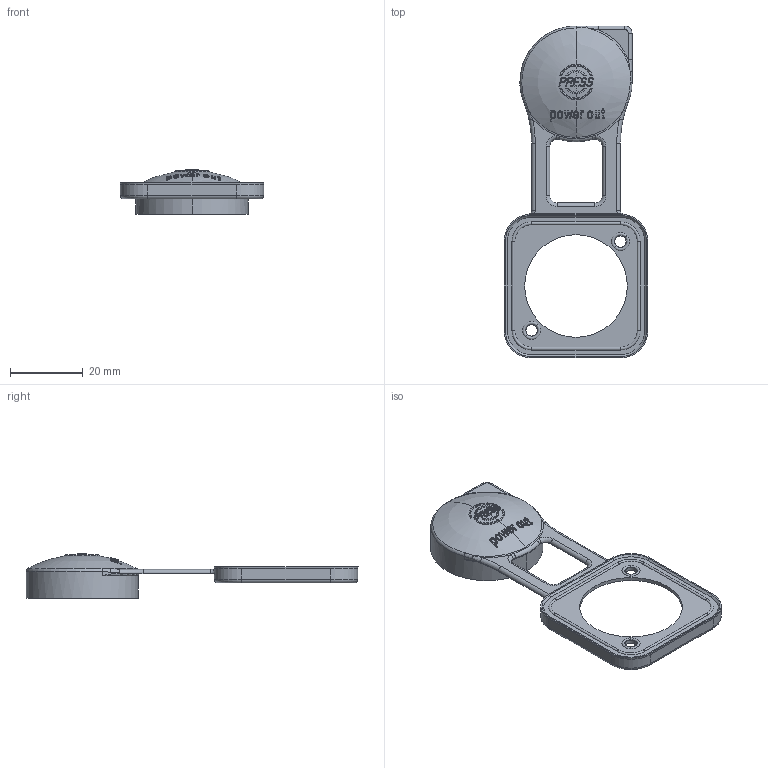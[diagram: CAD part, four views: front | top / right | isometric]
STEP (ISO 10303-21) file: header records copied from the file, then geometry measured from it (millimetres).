
FILE_DESCRIPTION((''),'2;1');
FILE_NAME('91221581','2022-07-28T18:28:38',('lwb'),(''),'CREO PARAMETRIC BY PTC INC, 2018050','CREO PARAMETRIC BY PTC INC, 2018050','');
FILE_SCHEMA(('CONFIG_CONTROL_DESIGN'));
Length unit declared in the file: millimetre
Products named in the file (1): 91221581
Bounding box: 39.54 x 91.17 x 12.2 mm (x, y, z)
Volume: 5142.2 mm3; surface area: 7333.1 mm2
Topology: 1 solids, 1 shells, 637 faces, 1682 edges, 1064 vertices
Faces by surface type: plane 282, extrusion 89, torus 80, cylinder 74, sphere 49, cone 38, bspline 25
Entity records: 22006 total; most frequent: CARTESIAN_POINT 6111, DIRECTION 3403, ORIENTED_EDGE 3356, EDGE_CURVE 1678, AXIS2_PLACEMENT_3D 1403, VERTEX_POINT 1064, CIRCLE 880, EDGE_LOOP 666
